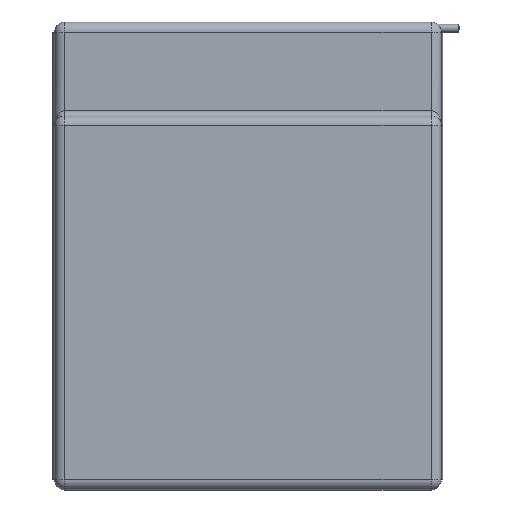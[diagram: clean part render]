
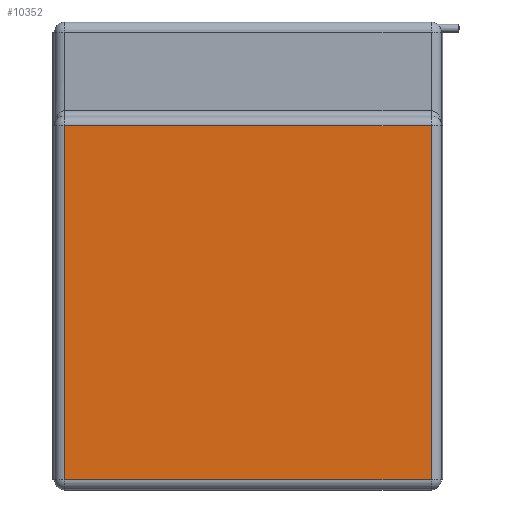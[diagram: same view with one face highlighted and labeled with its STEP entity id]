
A CAD part, front view. The second image highlights one B-rep face of the part: STEP entity #10352.
In plain terms, the highlighted planar face has unit normal (0, -1, 0).
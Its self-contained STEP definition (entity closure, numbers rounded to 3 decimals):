
#739 = VECTOR ( 'NONE', #12923, 1000. ) ;
#756 = EDGE_CURVE ( 'NONE', #8698, #15958, #16465, .T. ) ;
#1390 = DIRECTION ( 'NONE',  ( 0., 1., 0. ) ) ;
#1423 = VECTOR ( 'NONE', #5063, 1000. ) ;
#1603 = EDGE_CURVE ( 'NONE', #7089, #8698, #7424, .T. ) ;
#1652 = ORIENTED_EDGE ( 'NONE', *, *, #8655, .T. ) ;
#1806 = CARTESIAN_POINT ( 'NONE',  ( 11.75, -2., 11.35 ) ) ;
#2855 = CARTESIAN_POINT ( 'NONE',  ( 11.75, -2., -11.85 ) ) ;
#3152 = DIRECTION ( 'NONE',  ( 1., 0., 0. ) ) ;
#3213 = VECTOR ( 'NONE', #3152, 1000. ) ;
#3783 = LINE ( 'NONE', #2855, #4155 ) ;
#3942 = CARTESIAN_POINT ( 'NONE',  ( 12.25, -2., 11.35 ) ) ;
#4155 = VECTOR ( 'NONE', #11849, 1000. ) ;
#4510 = ORIENTED_EDGE ( 'NONE', *, *, #1603, .T. ) ;
#4904 = VERTEX_POINT ( 'NONE', #1806 ) ;
#5063 = DIRECTION ( 'NONE',  ( 0., 0., -1. ) ) ;
#5237 = CARTESIAN_POINT ( 'NONE',  ( 12.25, -2., -11.85 ) ) ;
#5943 = EDGE_CURVE ( 'NONE', #15958, #4904, #3783, .T. ) ;
#6010 = CARTESIAN_POINT ( 'NONE',  ( -11.75, -2., 11.35 ) ) ;
#6510 = PLANE ( 'NONE',  #9373 ) ;
#7089 = VERTEX_POINT ( 'NONE', #6010 ) ;
#7424 = LINE ( 'NONE', #8980, #1423 ) ;
#7824 = DIRECTION ( 'NONE',  ( 0., 0., 1. ) ) ;
#8655 = EDGE_CURVE ( 'NONE', #4904, #7089, #14015, .T. ) ;
#8698 = VERTEX_POINT ( 'NONE', #14240 ) ;
#8980 = CARTESIAN_POINT ( 'NONE',  ( -11.75, -2., -11.85 ) ) ;
#9373 = AXIS2_PLACEMENT_3D ( 'NONE', #5237, #1390, #7824 ) ;
#10352 = ADVANCED_FACE ( 'NONE', ( #12978 ), #6510, .F. ) ;
#10503 = ORIENTED_EDGE ( 'NONE', *, *, #756, .T. ) ;
#10850 = CARTESIAN_POINT ( 'NONE',  ( 12.25, -2., -11.35 ) ) ;
#11849 = DIRECTION ( 'NONE',  ( 0., 0., 1. ) ) ;
#12147 = EDGE_LOOP ( 'NONE', ( #13316, #1652, #4510, #10503 ) ) ;
#12923 = DIRECTION ( 'NONE',  ( -1., 0., 0. ) ) ;
#12978 = FACE_OUTER_BOUND ( 'NONE', #12147, .T. ) ;
#13017 = CARTESIAN_POINT ( 'NONE',  ( 11.75, -2., -11.35 ) ) ;
#13316 = ORIENTED_EDGE ( 'NONE', *, *, #5943, .T. ) ;
#14015 = LINE ( 'NONE', #3942, #739 ) ;
#14240 = CARTESIAN_POINT ( 'NONE',  ( -11.75, -2., -11.35 ) ) ;
#15958 = VERTEX_POINT ( 'NONE', #13017 ) ;
#16465 = LINE ( 'NONE', #10850, #3213 ) ;
